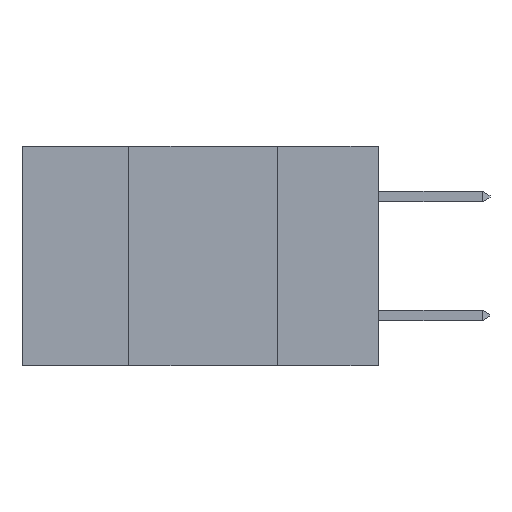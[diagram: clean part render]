
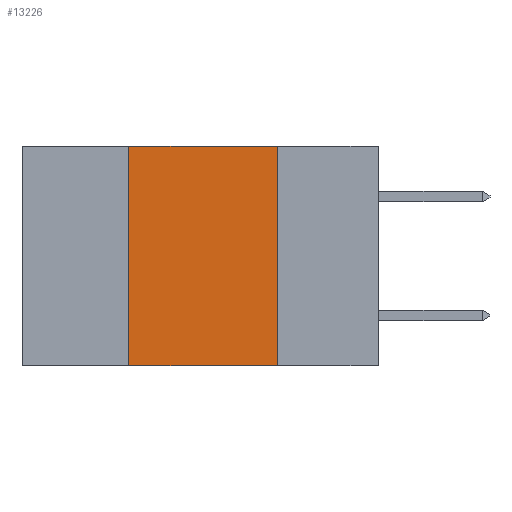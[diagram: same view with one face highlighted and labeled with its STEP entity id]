
A CAD part, left-side view. The second image highlights one B-rep face of the part: STEP entity #13226.
In plain terms, the highlighted planar face has unit normal (-1, 0, 0).
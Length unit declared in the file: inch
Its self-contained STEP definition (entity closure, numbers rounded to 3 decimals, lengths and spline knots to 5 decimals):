
#21 = CARTESIAN_POINT ( 'NONE',  ( 0., 0.42, -0.37 ) ) ;
#31 = VECTOR ( 'NONE', #5647, 39.37008 ) ;
#605 = CARTESIAN_POINT ( 'NONE',  ( 0., 0.6, 0. ) ) ;
#2257 = PLANE ( 'NONE',  #16994 ) ;
#2542 = LINE ( 'NONE', #12309, #14831 ) ;
#3927 = DIRECTION ( 'NONE',  ( 1., 0., 0. ) ) ;
#4468 = EDGE_CURVE ( 'NONE', #7219, #14317, #9165, .T. ) ;
#4550 = CARTESIAN_POINT ( 'NONE',  ( 0., 0.42, 0. ) ) ;
#5096 = ORIENTED_EDGE ( 'NONE', *, *, #13149, .F. ) ;
#5229 = ORIENTED_EDGE ( 'NONE', *, *, #4468, .F. ) ;
#5647 = DIRECTION ( 'NONE',  ( 0., -1., 0. ) ) ;
#5654 = FACE_OUTER_BOUND ( 'NONE', #13457, .T. ) ;
#5660 = ORIENTED_EDGE ( 'NONE', *, *, #18180, .T. ) ;
#6428 = EDGE_CURVE ( 'NONE', #14317, #18711, #2542, .T. ) ;
#6889 = DIRECTION ( 'NONE',  ( 0., 0., 1. ) ) ;
#7219 = VERTEX_POINT ( 'NONE', #4550 ) ;
#7597 = VECTOR ( 'NONE', #6889, 39.37008 ) ;
#8651 = CARTESIAN_POINT ( 'NONE',  ( 0., 0.17, -0.37 ) ) ;
#9165 = LINE ( 'NONE', #19466, #16712 ) ;
#9884 = CARTESIAN_POINT ( 'NONE',  ( 0., 0.42, 0. ) ) ;
#12309 = CARTESIAN_POINT ( 'NONE',  ( 0., 0.17, 0. ) ) ;
#12524 = LINE ( 'NONE', #13202, #31 ) ;
#13149 = EDGE_CURVE ( 'NONE', #16581, #7219, #19082, .T. ) ;
#13202 = CARTESIAN_POINT ( 'NONE',  ( 0., 0.6, -0.37 ) ) ;
#13226 = ADVANCED_FACE ( 'NONE', ( #5654 ), #2257, .F. ) ;
#13457 = EDGE_LOOP ( 'NONE', ( #18493, #5229, #5096, #5660 ) ) ;
#14317 = VERTEX_POINT ( 'NONE', #18734 ) ;
#14604 = DIRECTION ( 'NONE',  ( 0., 0., -1. ) ) ;
#14831 = VECTOR ( 'NONE', #15984, 39.37008 ) ;
#15984 = DIRECTION ( 'NONE',  ( 0., 0., -1. ) ) ;
#16581 = VERTEX_POINT ( 'NONE', #21 ) ;
#16712 = VECTOR ( 'NONE', #17975, 39.37008 ) ;
#16994 = AXIS2_PLACEMENT_3D ( 'NONE', #605, #3927, #14604 ) ;
#17975 = DIRECTION ( 'NONE',  ( 0., -1., 0. ) ) ;
#18180 = EDGE_CURVE ( 'NONE', #16581, #18711, #12524, .T. ) ;
#18493 = ORIENTED_EDGE ( 'NONE', *, *, #6428, .F. ) ;
#18711 = VERTEX_POINT ( 'NONE', #8651 ) ;
#18734 = CARTESIAN_POINT ( 'NONE',  ( 0., 0.17, 0. ) ) ;
#19082 = LINE ( 'NONE', #9884, #7597 ) ;
#19466 = CARTESIAN_POINT ( 'NONE',  ( 0., 0.6, 0. ) ) ;
